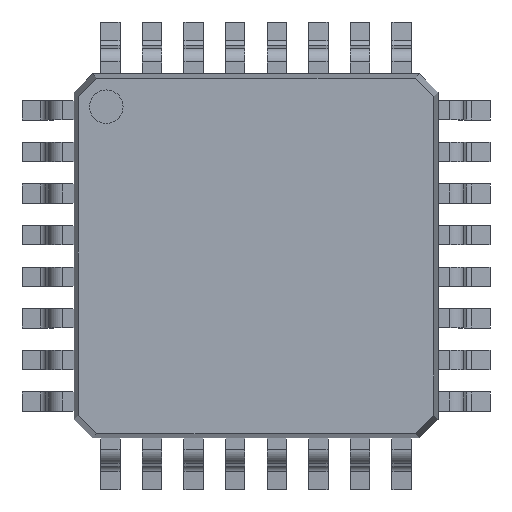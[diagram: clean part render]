
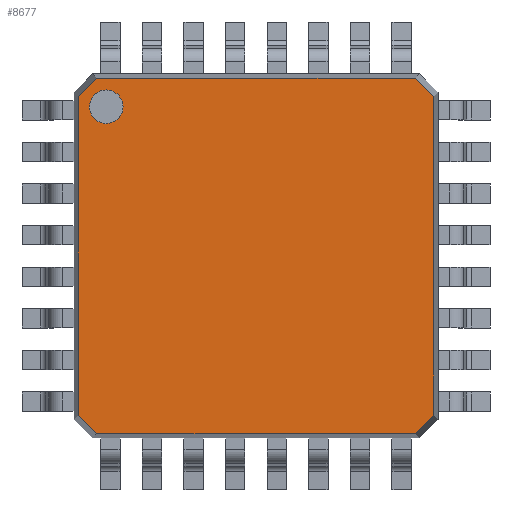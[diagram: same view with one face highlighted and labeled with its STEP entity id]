
A CAD part, top view. The second image highlights one B-rep face of the part: STEP entity #8677.
In plain terms, the highlighted planar face has unit normal (0, 0, 1).
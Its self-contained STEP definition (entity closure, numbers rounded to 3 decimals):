
#13=FACE_BOUND('',#935,.T.);
#55=CIRCLE('',#9198,0.324);
#458=FACE_OUTER_BOUND('',#934,.T.);
#934=EDGE_LOOP('',(#5495,#5496,#5497,#5498,#5499,#5500,#5501,#5502));
#935=EDGE_LOOP('',(#5503));
#1449=LINE('',#12502,#2418);
#1451=LINE('',#12507,#2420);
#1454=LINE('',#12513,#2423);
#1457=LINE('',#12519,#2426);
#1460=LINE('',#12523,#2429);
#1461=LINE('',#12524,#2430);
#1462=LINE('',#12525,#2431);
#1463=LINE('',#12526,#2432);
#2418=VECTOR('',#10035,1000.);
#2420=VECTOR('',#10039,1000.);
#2423=VECTOR('',#10044,1000.);
#2426=VECTOR('',#10049,1000.);
#2429=VECTOR('',#10054,1000.);
#2430=VECTOR('',#10055,1000.);
#2431=VECTOR('',#10056,1000.);
#2432=VECTOR('',#10057,1000.);
#3349=VERTEX_POINT('',#12424);
#3383=VERTEX_POINT('',#12499);
#3384=VERTEX_POINT('',#12501);
#3385=VERTEX_POINT('',#12505);
#3386=VERTEX_POINT('',#12506);
#3387=VERTEX_POINT('',#12511);
#3388=VERTEX_POINT('',#12512);
#3389=VERTEX_POINT('',#12517);
#3390=VERTEX_POINT('',#12518);
#4179=EDGE_CURVE('',#3349,#3349,#55,.T.);
#4215=EDGE_CURVE('',#3383,#3384,#1449,.T.);
#4217=EDGE_CURVE('',#3385,#3386,#1451,.T.);
#4220=EDGE_CURVE('',#3387,#3388,#1454,.T.);
#4223=EDGE_CURVE('',#3389,#3390,#1457,.T.);
#4226=EDGE_CURVE('',#3383,#3386,#1460,.T.);
#4227=EDGE_CURVE('',#3385,#3388,#1461,.T.);
#4228=EDGE_CURVE('',#3387,#3390,#1462,.T.);
#4229=EDGE_CURVE('',#3389,#3384,#1463,.T.);
#5495=ORIENTED_EDGE('',*,*,#4215,.F.);
#5496=ORIENTED_EDGE('',*,*,#4226,.T.);
#5497=ORIENTED_EDGE('',*,*,#4217,.F.);
#5498=ORIENTED_EDGE('',*,*,#4227,.T.);
#5499=ORIENTED_EDGE('',*,*,#4220,.F.);
#5500=ORIENTED_EDGE('',*,*,#4228,.T.);
#5501=ORIENTED_EDGE('',*,*,#4223,.F.);
#5502=ORIENTED_EDGE('',*,*,#4229,.T.);
#5503=ORIENTED_EDGE('',*,*,#4179,.T.);
#7843=PLANE('',#9209);
#8677=ADVANCED_FACE('',(#458,#13),#7843,.F.);
#9198=AXIS2_PLACEMENT_3D('',#12425,#9985,#9986);
#9209=AXIS2_PLACEMENT_3D('',#12522,#10052,#10053);
#9985=DIRECTION('center_axis',(0.,0.,-1.));
#9986=DIRECTION('ref_axis',(-1.,0.,0.));
#10035=DIRECTION('',(1.,0.,0.));
#10039=DIRECTION('',(0.,1.,0.));
#10044=DIRECTION('',(-1.,0.,0.));
#10049=DIRECTION('',(0.,-1.,0.));
#10052=DIRECTION('center_axis',(0.,0.,-1.));
#10053=DIRECTION('ref_axis',(0.,1.,0.));
#10054=DIRECTION('',(-0.702,-0.712,0.));
#10055=DIRECTION('',(0.712,-0.702,0.));
#10056=DIRECTION('',(0.702,0.712,0.));
#10057=DIRECTION('',(-0.712,0.702,0.));
#12424=CARTESIAN_POINT('',(-2.557,2.924,1.6));
#12425=CARTESIAN_POINT('Origin',(-2.881,2.924,1.6));
#12499=CARTESIAN_POINT('',(-3.067,3.477,1.6));
#12501=CARTESIAN_POINT('',(3.062,3.477,1.6));
#12502=CARTESIAN_POINT('',(0.,3.477,1.6));
#12505=CARTESIAN_POINT('',(-3.42,-3.01,1.6));
#12506=CARTESIAN_POINT('',(-3.42,3.119,1.6));
#12507=CARTESIAN_POINT('',(-3.42,0.057,1.6));
#12511=CARTESIAN_POINT('',(3.067,-3.363,1.6));
#12512=CARTESIAN_POINT('',(-3.062,-3.363,1.6));
#12513=CARTESIAN_POINT('',(0.,-3.363,1.6));
#12517=CARTESIAN_POINT('',(3.42,3.124,1.6));
#12518=CARTESIAN_POINT('',(3.42,-3.005,1.6));
#12519=CARTESIAN_POINT('',(3.42,0.057,1.6));
#12522=CARTESIAN_POINT('Origin',(0.,0.057,
1.6));
#12523=CARTESIAN_POINT('',(-3.42,3.119,1.6));
#12524=CARTESIAN_POINT('',(-3.062,-3.363,1.6));
#12525=CARTESIAN_POINT('',(3.42,-3.005,1.6));
#12526=CARTESIAN_POINT('',(3.062,3.477,1.6));
